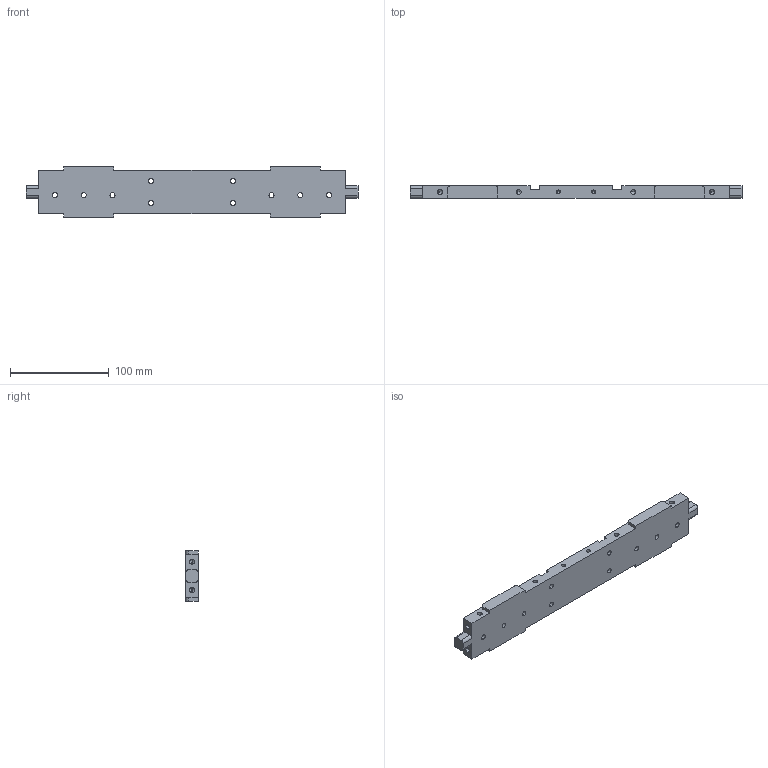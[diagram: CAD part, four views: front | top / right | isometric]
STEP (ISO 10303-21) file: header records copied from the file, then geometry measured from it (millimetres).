
FILE_DESCRIPTION (( 'STEP AP214' ), '1' );
FILE_NAME ('Back Plate.STEP', '2024-09-14T01:48:35', ( '' ), ( '' ), 'SwSTEP 2.0', 'SolidWorks 2024', '' );
FILE_SCHEMA (( 'AUTOMOTIVE_DESIGN' ));
Length unit declared in the file: inch
Products named in the file (1): Back Plate
Bounding box: 336.55 x 12.7 x 50.8 mm (x, y, z)
Volume: 139529.3 mm3; surface area: 54255.7 mm2
Topology: 1 solids, 1 shells, 298 faces, 812 edges, 521 vertices
Faces by surface type: cylinder 153, plane 114, cone 31
Entity records: 9464 total; most frequent: CARTESIAN_POINT 1729, DIRECTION 1673, ORIENTED_EDGE 1576, EDGE_CURVE 788, AXIS2_PLACEMENT_3D 605, VERTEX_POINT 521, LINE 463, VECTOR 463
